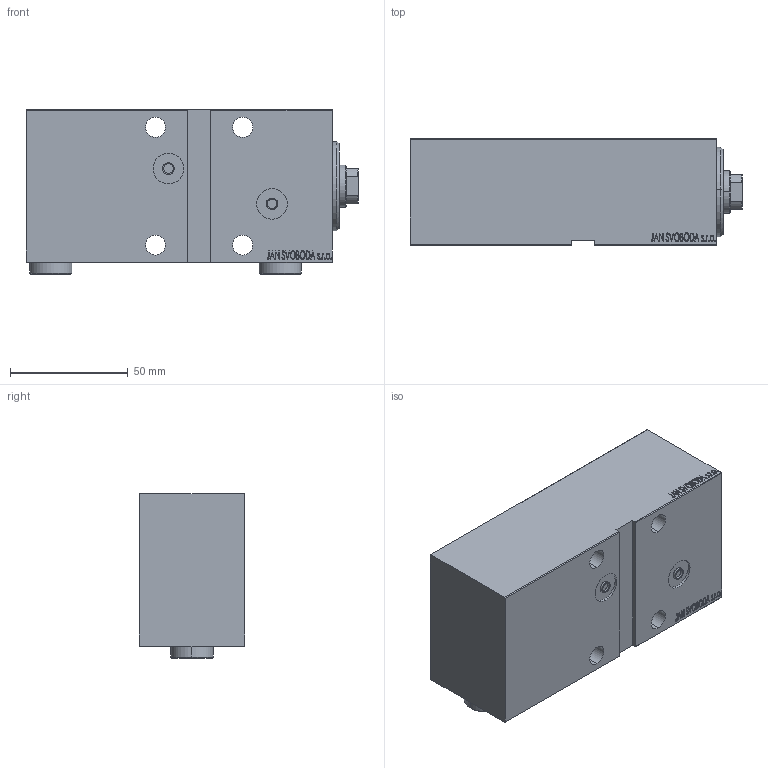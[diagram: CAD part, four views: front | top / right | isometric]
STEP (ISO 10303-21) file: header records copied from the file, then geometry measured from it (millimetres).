
FILE_DESCRIPTION (( 'STEP AP203' ), '1' );
FILE_NAME ('cc88.STEP', '2024-02-11T13:16:37', ( '' ), ( '' ), 'SwSTEP 2.0', 'SolidWorks 2019', '' );
FILE_SCHEMA (( 'CONFIG_CONTROL_DESIGN' ));
Length unit declared in the file: millimetre
Products named in the file (5): V450CM_G_Body 9295bd0e43f9bfda9ecdd76e567bf36b; V450CM_VC_G 9295bd0e43f9bfda9ecdd76e567bf36b; V450CM_G_VCP 9295bd0e43f9bfda9ecdd76e567bf36b; cc88; Zatka_OIL_PORT 9295bd0e43f9bfda9ecdd76e567bf36b
Assembly tree (5 placements, depth 2):
  cc88
    V450CM_G_Body 9295bd0e43f9bfda9ecdd76e567bf36b
    V450CM_G_VCP 9295bd0e43f9bfda9ecdd76e567bf36b
    V450CM_VC_G 9295bd0e43f9bfda9ecdd76e567bf36b
    Zatka_OIL_PORT 9295bd0e43f9bfda9ecdd76e567bf36b  x2
Bounding box: 141 x 45 x 69.9 mm (x, y, z)
Volume: 351840.2 mm3; surface area: 65109.8 mm2
Topology: 5 solids, 5 shells, 899 faces, 2288 edges, 1513 vertices
Faces by surface type: plane 443, bspline 380, cylinder 58, cone 18
Entity records: 43879 total; most frequent: CARTESIAN_POINT 24483, ORIENTED_EDGE 4492, DIRECTION 2624, EDGE_CURVE 2246, VERTEX_POINT 1489, LINE 1348, VECTOR 1348, EDGE_LOOP 1005
